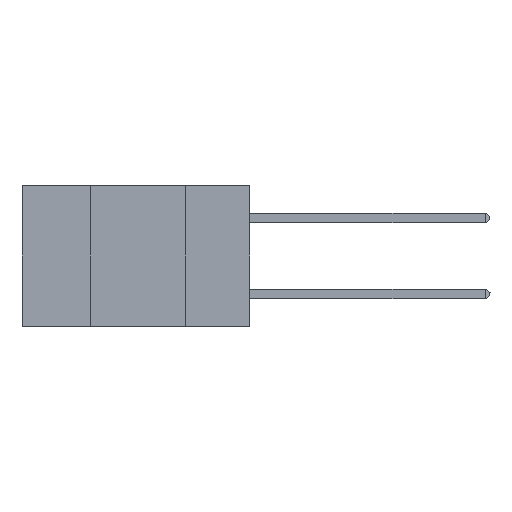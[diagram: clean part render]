
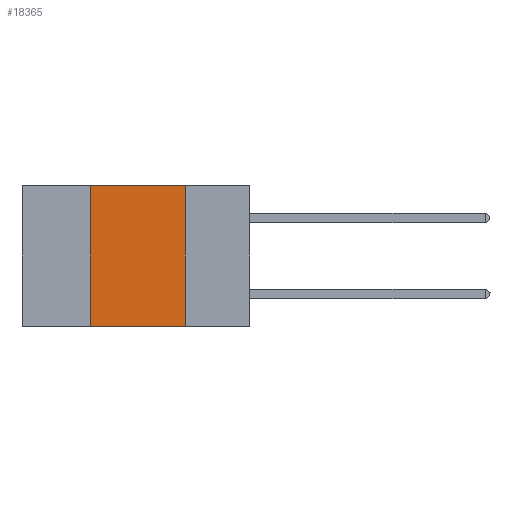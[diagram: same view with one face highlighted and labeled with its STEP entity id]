
A CAD part, left-side view. The second image highlights one B-rep face of the part: STEP entity #18365.
In plain terms, the highlighted planar face has unit normal (-1, 0, 0).
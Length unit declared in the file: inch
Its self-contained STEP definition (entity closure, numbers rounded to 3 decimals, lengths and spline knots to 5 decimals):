
#744 = CARTESIAN_POINT ( 'NONE',  ( 0., 0.17, 0. ) ) ;
#2177 = CARTESIAN_POINT ( 'NONE',  ( 0., 0.6, 0. ) ) ;
#2450 = PLANE ( 'NONE',  #9836 ) ;
#2897 = VECTOR ( 'NONE', #7386, 39.37008 ) ;
#3156 = DIRECTION ( 'NONE',  ( 0., 0., 1. ) ) ;
#3768 = CARTESIAN_POINT ( 'NONE',  ( 0., 0.42, 0. ) ) ;
#3771 = CARTESIAN_POINT ( 'NONE',  ( 0., 0.6, 0. ) ) ;
#4094 = EDGE_CURVE ( 'NONE', #7259, #15553, #17561, .T. ) ;
#5192 = DIRECTION ( 'NONE',  ( 0., -1., 0. ) ) ;
#6661 = ORIENTED_EDGE ( 'NONE', *, *, #11421, .F. ) ;
#7259 = VERTEX_POINT ( 'NONE', #10609 ) ;
#7378 = EDGE_LOOP ( 'NONE', ( #16477, #6661, #12410, #8873 ) ) ;
#7386 = DIRECTION ( 'NONE',  ( 0., -1., 0. ) ) ;
#8411 = DIRECTION ( 'NONE',  ( 0., 0., -1. ) ) ;
#8873 = ORIENTED_EDGE ( 'NONE', *, *, #4094, .T. ) ;
#8979 = CARTESIAN_POINT ( 'NONE',  ( 0., 0.42, 0. ) ) ;
#9836 = AXIS2_PLACEMENT_3D ( 'NONE', #3771, #12443, #17043 ) ;
#10609 = CARTESIAN_POINT ( 'NONE',  ( 0., 0.42, -0.37 ) ) ;
#11162 = EDGE_CURVE ( 'NONE', #17401, #15553, #15365, .T. ) ;
#11223 = FACE_OUTER_BOUND ( 'NONE', #7378, .T. ) ;
#11349 = CARTESIAN_POINT ( 'NONE',  ( 0., 0.17, 0. ) ) ;
#11421 = EDGE_CURVE ( 'NONE', #16999, #17401, #17717, .T. ) ;
#11607 = CARTESIAN_POINT ( 'NONE',  ( 0., 0.17, -0.37 ) ) ;
#12410 = ORIENTED_EDGE ( 'NONE', *, *, #17640, .F. ) ;
#12443 = DIRECTION ( 'NONE',  ( 1., 0., 0. ) ) ;
#12557 = VECTOR ( 'NONE', #3156, 39.37008 ) ;
#13578 = VECTOR ( 'NONE', #5192, 39.37008 ) ;
#15365 = LINE ( 'NONE', #11349, #15676 ) ;
#15553 = VERTEX_POINT ( 'NONE', #11607 ) ;
#15676 = VECTOR ( 'NONE', #8411, 39.37008 ) ;
#16477 = ORIENTED_EDGE ( 'NONE', *, *, #11162, .F. ) ;
#16999 = VERTEX_POINT ( 'NONE', #3768 ) ;
#17043 = DIRECTION ( 'NONE',  ( 0., 0., -1. ) ) ;
#17401 = VERTEX_POINT ( 'NONE', #744 ) ;
#17457 = LINE ( 'NONE', #8979, #12557 ) ;
#17561 = LINE ( 'NONE', #17741, #2897 ) ;
#17640 = EDGE_CURVE ( 'NONE', #7259, #16999, #17457, .T. ) ;
#17717 = LINE ( 'NONE', #2177, #13578 ) ;
#17741 = CARTESIAN_POINT ( 'NONE',  ( 0., 0.6, -0.37 ) ) ;
#18365 = ADVANCED_FACE ( 'NONE', ( #11223 ), #2450, .F. ) ;
